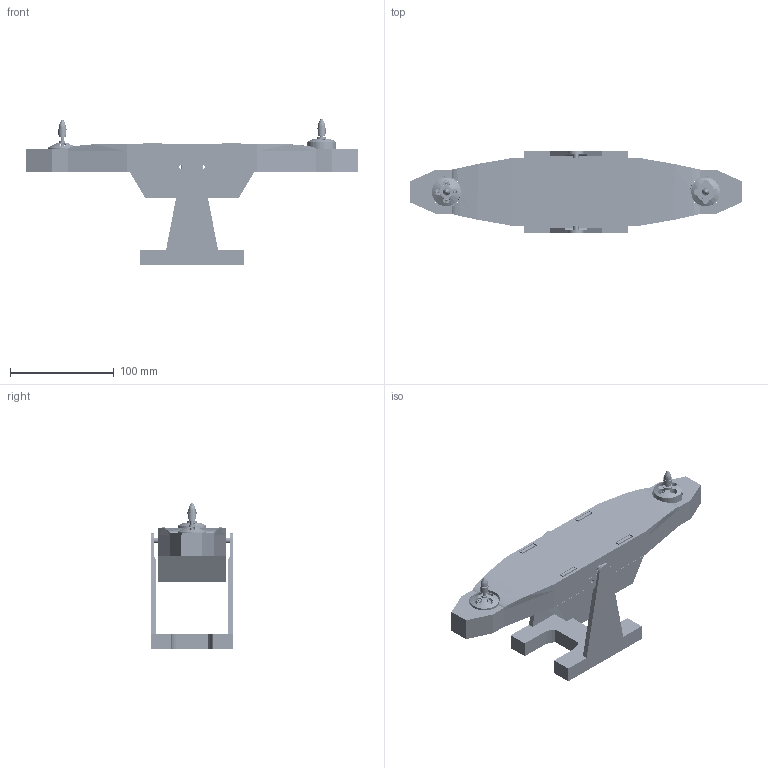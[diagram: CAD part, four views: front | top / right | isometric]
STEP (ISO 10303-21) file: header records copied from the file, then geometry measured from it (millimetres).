
FILE_DESCRIPTION(/* description */ (''),/* implementation_level */ '2;1');
FILE_NAME(/* name */ 'Chassis_updated v5.step',/* time_stamp */ '2023-05-04T14:56:12+05:30',/* author */ (''),/* organization */ (''),/* preprocessor_version */ 'ST-DEVELOPER v19.2',/* originating_system */ 'Autodesk Translation Framework v12.4.0.73',/* authorisation */ '');
FILE_SCHEMA (('AUTOMOTIVE_DESIGN { 1 0 10303 214 3 1 1 }'));
Products named in the file (34): Chassis_updated; Arduino v1; Chassis EB; Chassis MB; Gyroscope sensor; MPU 6050; A2212 1000KV Brushless; BLDC; Chassis Cover; Pivot; BLDC_1; Part 1; Part 1 (1); Surface 1; ROTOR1_PRT; Part 1 (2); Part 5; Part 86; bearing_w_639_3-2z_2_3; bearing_w_639_3-2z_2_4; bearing_w_639_3-2z_2_1; bearing_w_639_3-2z_2_5; bearing_w_639_3-2z_2_2; Part 87; Part 81; Part 84; PRT0001; Part 85; Part 89; Part 82; Part 83; Part 88; Part 80; Part 79
Assembly tree (320 placements, depth 4):
  Chassis_updated
    Arduino v1
    Chassis EB
    Chassis MB
      Gyroscope sensor
        MPU 6050
      A2212 1000KV Brushless
    BLDC
      Part 83  x12
      PRT0001  x12
      Part 84  x12
      Part 79  x12
      Part 88  x12
      Part 85  x12
      Part 1
      Part 82  x12
      Part 89  x12
      Part 81  x12
      Part 87  x12
      Part 86  x12
      Part 80  x12
      Part 1 (1)
      Surface 1
      ROTOR1_PRT
      Part 1 (2)
      Part 5
      bearing_w_639_3-2z_2_3
      bearing_w_639_3-2z_2_4
      bearing_w_639_3-2z_2_1
      bearing_w_639_3-2z_2_5
      bearing_w_639_3-2z_2_2
    Chassis Cover
    Pivot
    BLDC_1
      Part 83  x12
      PRT0001  x12
      Part 84  x12
      Part 79  x12
      Part 88  x12
      Part 85  x12
      Part 1
      Part 82  x12
      Part 89  x12
      Part 81  x12
      Part 87  x12
      Part 86  x12
      Part 80  x12
      Part 1 (1)
      Surface 1
      ROTOR1_PRT
      Part 1 (2)
      Part 5
      bearing_w_639_3-2z_2_3
      bearing_w_639_3-2z_2_4
      bearing_w_639_3-2z_2_1
      bearing_w_639_3-2z_2_5
      bearing_w_639_3-2z_2_2
Bounding box: 320.05 x 78.67 x 141.29 mm (x, y, z)
Volume: 364215.6 mm3; surface area: 219861.2 mm2
Topology: 317 solids, 319 shells, 3748 faces, 9601 edges, 6037 vertices
Faces by surface type: cylinder 1236, plane 1155, bspline 906, sphere 205, torus 140, cone 106
Full cylindrical faces by diameter (mm): 0.35 x504, 0.508 x78, 1 x8, 1.2 x8, 1.27 x1, 2 x10, 2.794 x1, 3 x30, 3.1 x2, 3.17 x8, 3.2 x2, 3.556 x4, 3.7 x2, 4 x8, 4.35 x4, 4.465 x4, 4.645 x4, 5 x2, 6 x2, 6.35 x3, 6.384 x2, 6.5 x8, 6.6 x2, 6.65 x4, 6.9 x4, 7 x2, 7.25 x4, 7.49 x4, 7.855 x2, 8 x6
Entity records: 55915 total; most frequent: CARTESIAN_POINT 14307, DIRECTION 8565, ORIENTED_EDGE 7688, EDGE_CURVE 3847, AXIS2_PLACEMENT_3D 3028, VERTEX_POINT 2520, LINE 2509, VECTOR 2509
